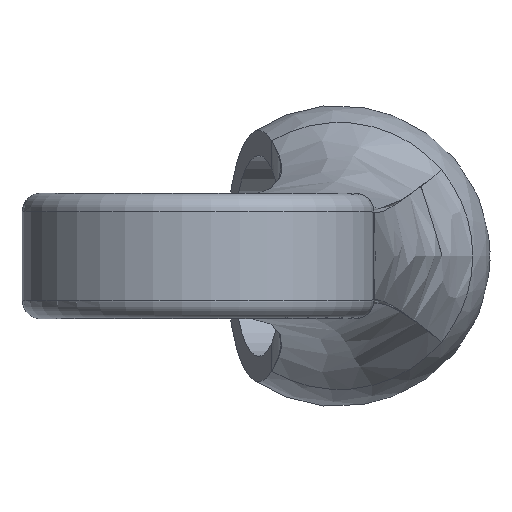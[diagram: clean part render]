
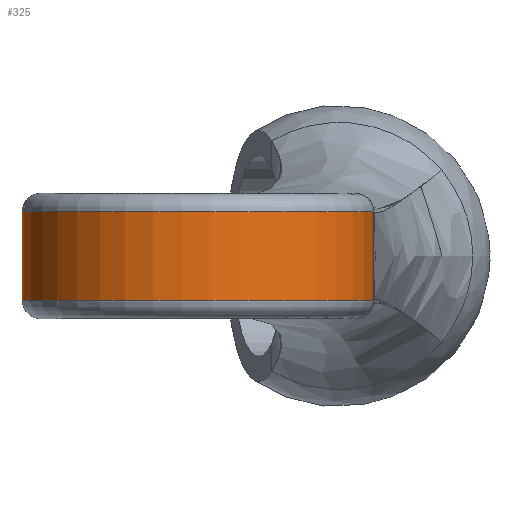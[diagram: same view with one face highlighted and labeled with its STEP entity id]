
A CAD part, left-side view. The second image highlights one B-rep face of the part: STEP entity #325.
In plain terms, the highlighted cylindrical face has radius 7 mm (diameter 14 mm), a partial arc.
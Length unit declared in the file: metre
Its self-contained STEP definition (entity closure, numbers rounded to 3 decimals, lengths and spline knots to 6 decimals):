
#18=CYLINDRICAL_SURFACE('',#367,0.007);
#54=CIRCLE('',#368,0.007);
#55=CIRCLE('',#369,0.007);
#84=ORIENTED_EDGE('',*,*,#176,.F.);
#85=ORIENTED_EDGE('',*,*,#177,.T.);
#86=ORIENTED_EDGE('',*,*,#178,.T.);
#87=ORIENTED_EDGE('',*,*,#179,.T.);
#176=EDGE_CURVE('',#220,#221,#238,.T.);
#177=EDGE_CURVE('',#220,#222,#54,.F.);
#178=EDGE_CURVE('',#222,#223,#239,.T.);
#179=EDGE_CURVE('',#223,#221,#55,.T.);
#220=VERTEX_POINT('',#686);
#221=VERTEX_POINT('',#687);
#222=VERTEX_POINT('',#689);
#223=VERTEX_POINT('',#691);
#238=LINE('',#685,#252);
#239=LINE('',#690,#253);
#252=VECTOR('',#415,1.);
#253=VECTOR('',#418,1.);
#266=EDGE_LOOP('',(#84,#85,#86,#87));
#292=FACE_BOUND('',#266,.T.);
#325=ADVANCED_FACE('',(#292),#18,.T.);
#367=AXIS2_PLACEMENT_3D('',#684,#413,#414);
#368=AXIS2_PLACEMENT_3D('',#688,#416,#417);
#369=AXIS2_PLACEMENT_3D('',#692,#419,#420);
#413=DIRECTION('',(0.,0.,-1.));
#414=DIRECTION('',(-1.,0.,0.));
#415=DIRECTION('',(0.,0.,-1.));
#416=DIRECTION('',(0.,0.,1.));
#417=DIRECTION('',(1.,0.,0.));
#418=DIRECTION('',(0.,0.,-1.));
#419=DIRECTION('',(0.,0.,1.));
#420=DIRECTION('',(1.,0.,0.));
#684=CARTESIAN_POINT('',(0.,0.,0.0025));
#685=CARTESIAN_POINT('',(0.,-0.007,0.0025));
#686=CARTESIAN_POINT('',(0.,-0.007,0.00175));
#687=CARTESIAN_POINT('',(0.,-0.007,-0.00175));
#688=CARTESIAN_POINT('',(0.,0.,0.00175));
#689=CARTESIAN_POINT('',(0.001295,0.006879,0.00175));
#690=CARTESIAN_POINT('',(0.001295,0.006879,0.0025));
#691=CARTESIAN_POINT('',(0.001295,0.006879,-0.00175));
#692=CARTESIAN_POINT('',(0.,0.,-0.00175));
